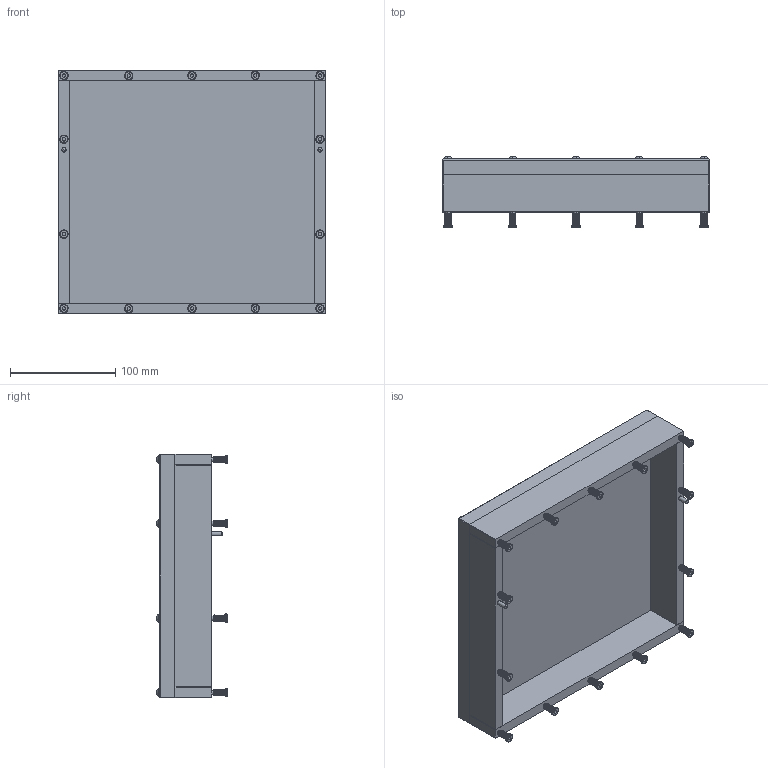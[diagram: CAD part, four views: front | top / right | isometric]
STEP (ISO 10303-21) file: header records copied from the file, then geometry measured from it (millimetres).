
FILE_DESCRIPTION (( 'STEP AP214' ), '1' );
FILE_NAME ('108795-KIT~0.STEP', '2020-06-08T13:03:23', ( '' ), ( '' ), 'SwSTEP 2.0', 'SolidWorks 2018', '' );
FILE_SCHEMA (( 'AUTOMOTIVE_DESIGN' ));
Length unit declared in the file: millimetre
Products named in the file (7): 108793~0_S; 108792~0_S; 108794~0_S; DIN7~n_04,0m6x060; ISO7380~n_M04,0x060; Gewindebuchse~n_M04-13,0 offen; 108795-KIT~0
Assembly tree (35 placements, depth 2):
  108795-KIT~0
    108792~0_S
    108793~0_S  x2
    108794~0_S  x2
    Gewindebuchse~n_M04-13,0 offen  x14
    ISO7380~n_M04,0x060  x14
    DIN7~n_04,0m6x060  x2
Bounding box: 253 x 66.7 x 231 mm (x, y, z)
Volume: 1206344.6 mm3; surface area: 248160 mm2
Topology: 35 solids, 35 shells, 2458 faces, 5700 edges, 3764 vertices
Faces by surface type: plane 1892, cylinder 446, torus 84, cone 28, sphere 8
Entity records: 8266 total; most frequent: DIRECTION 1454, CARTESIAN_POINT 1332, ORIENTED_EDGE 1248, EDGE_CURVE 624, AXIS2_PLACEMENT_3D 536, VERTEX_POINT 414, VECTOR 382, LINE 382
